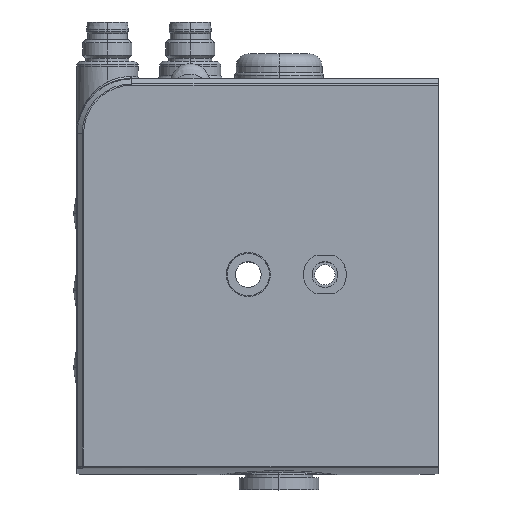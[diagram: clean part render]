
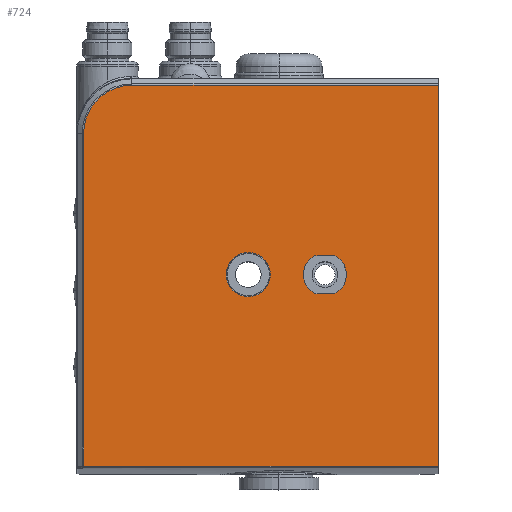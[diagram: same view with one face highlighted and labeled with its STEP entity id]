
A CAD part, top view. The second image highlights one B-rep face of the part: STEP entity #724.
In plain terms, the highlighted planar face has unit normal (0, 0, 1).
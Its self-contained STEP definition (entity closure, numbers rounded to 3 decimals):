
#724=ADVANCED_FACE('',(#1871,#1872,#1873),#1874,.F.);
#1871=FACE_BOUND('',#3601,.T.);
#1872=FACE_BOUND('',#3602,.T.);
#1873=FACE_OUTER_BOUND('',#3603,.T.);
#1874=PLANE('',#3604);
#3601=EDGE_LOOP('',(#9528,#9529));
#3602=EDGE_LOOP('',(#9530,#9531,#9532,#9533,#9534,#9535));
#3603=EDGE_LOOP('',(#9536,#9537,#9538,#9539,#9540));
#3604=AXIS2_PLACEMENT_3D('',#9541,#9542,#9543);
#9528=ORIENTED_EDGE('',*,*,#13086,.F.);
#9529=ORIENTED_EDGE('',*,*,#12620,.F.);
#9530=ORIENTED_EDGE('',*,*,#13087,.F.);
#9531=ORIENTED_EDGE('',*,*,#13088,.F.);
#9532=ORIENTED_EDGE('',*,*,#12607,.F.);
#9533=ORIENTED_EDGE('',*,*,#13089,.F.);
#9534=ORIENTED_EDGE('',*,*,#12625,.F.);
#9535=ORIENTED_EDGE('',*,*,#13090,.F.);
#9536=ORIENTED_EDGE('',*,*,#13011,.T.);
#9537=ORIENTED_EDGE('',*,*,#13091,.T.);
#9538=ORIENTED_EDGE('',*,*,#13092,.T.);
#9539=ORIENTED_EDGE('',*,*,#13093,.T.);
#9540=ORIENTED_EDGE('',*,*,#13094,.T.);
#9541=CARTESIAN_POINT('',(0.0,64.6,12.5));
#9542=DIRECTION('',(0.0,0.0,-1.0));
#9543=DIRECTION('',(-1.0,0.0,0.0));
#12607=EDGE_CURVE('',#14240,#14236,#14242,.T.);
#12620=EDGE_CURVE('',#14263,#14265,#14266,.T.);
#12625=EDGE_CURVE('',#14272,#14274,#14275,.T.);
#13011=EDGE_CURVE('',#14953,#14951,#14954,.T.);
#13086=EDGE_CURVE('',#14265,#14263,#15070,.T.);
#13087=EDGE_CURVE('',#15071,#15072,#15073,.T.);
#13088=EDGE_CURVE('',#14236,#15071,#15074,.T.);
#13089=EDGE_CURVE('',#14274,#14240,#15075,.T.);
#13090=EDGE_CURVE('',#15072,#14272,#15076,.T.);
#13091=EDGE_CURVE('',#14951,#15077,#15078,.T.);
#13092=EDGE_CURVE('',#15077,#15079,#15080,.T.);
#13093=EDGE_CURVE('',#15079,#15081,#15082,.T.);
#13094=EDGE_CURVE('',#15081,#14953,#15083,.T.);
#14236=VERTEX_POINT('',#16580);
#14240=VERTEX_POINT('',#16585);
#14242=CIRCLE('',#16588,3.5);
#14263=VERTEX_POINT('',#16636);
#14265=VERTEX_POINT('',#16639);
#14266=CIRCLE('',#16640,3.6);
#14272=VERTEX_POINT('',#16647);
#14274=VERTEX_POINT('',#16650);
#14275=CIRCLE('',#16651,3.5);
#14951=VERTEX_POINT('',#18317);
#14953=VERTEX_POINT('',#18319);
#14954=LINE('',#18320,#18321);
#15070=CIRCLE('',#18693,3.6);
#15071=VERTEX_POINT('',#18694);
#15072=VERTEX_POINT('',#18695);
#15073=LINE('',#18696,#18697);
#15074=CIRCLE('',#18698,3.5);
#15075=LINE('',#18699,#18700);
#15076=CIRCLE('',#18701,3.5);
#15077=VERTEX_POINT('',#18702);
#15078=LINE('',#18703,#18704);
#15079=VERTEX_POINT('',#18705);
#15080=CIRCLE('',#18706,7.876);
#15081=VERTEX_POINT('',#18707);
#15082=LINE('',#18708,#18709);
#15083=LINE('',#18710,#18711);
#16580=CARTESIAN_POINT('',(36.97,32.6,12.5));
#16585=CARTESIAN_POINT('',(38.845,35.7,12.5));
#16588=AXIS2_PLACEMENT_3D('',#22096,#22097,#22098);
#16636=CARTESIAN_POINT('',(24.37,32.6,12.5));
#16639=CARTESIAN_POINT('',(31.57,32.6,12.5));
#16640=AXIS2_PLACEMENT_3D('',#22115,#22116,#22117);
#16647=CARTESIAN_POINT('',(43.97,32.6,12.5));
#16650=CARTESIAN_POINT('',(42.095,35.7,12.5));
#16651=AXIS2_PLACEMENT_3D('',#22123,#22124,#22125);
#18317=CARTESIAN_POINT('',(58.97,63.476,12.5));
#18319=CARTESIAN_POINT('',(58.97,1.376,12.5));
#18320=CARTESIAN_POINT('',(58.97,0.0,12.5));
#18321=VECTOR('',#22630,1000.0);
#18693=AXIS2_PLACEMENT_3D('',#22737,#22738,#22739);
#18694=CARTESIAN_POINT('',(38.845,29.5,12.5));
#18695=CARTESIAN_POINT('',(42.095,29.5,12.5));
#18696=CARTESIAN_POINT('',(38.845,29.5,12.5));
#18697=VECTOR('',#22740,1000.0);
#18698=AXIS2_PLACEMENT_3D('',#22741,#22742,#22743);
#18699=CARTESIAN_POINT('',(38.845,35.7,12.5));
#18700=VECTOR('',#22744,1000.0);
#18701=AXIS2_PLACEMENT_3D('',#22745,#22746,#22747);
#18702=CARTESIAN_POINT('',(9.0,63.476,12.5));
#18703=CARTESIAN_POINT('',(9.0,63.476,12.5));
#18704=VECTOR('',#22748,1000.0);
#18705=CARTESIAN_POINT('',(1.124,55.6,12.5));
#18706=AXIS2_PLACEMENT_3D('',#22749,#22750,#22751);
#18707=CARTESIAN_POINT('',(1.124,1.376,12.5));
#18708=CARTESIAN_POINT('',(1.124,1.125,12.5));
#18709=VECTOR('',#22752,1000.0);
#18710=CARTESIAN_POINT('',(58.97,1.376,12.5));
#18711=VECTOR('',#22753,1000.0);
#22096=CARTESIAN_POINT('',(40.47,32.6,12.5));
#22097=DIRECTION('',(0.0,0.0,1.0));
#22098=DIRECTION('',(1.0,0.0,0.0));
#22115=CARTESIAN_POINT('',(27.97,32.6,12.5));
#22116=DIRECTION('',(0.0,0.0,1.0));
#22117=DIRECTION('',(1.0,0.0,0.0));
#22123=CARTESIAN_POINT('',(40.47,32.6,12.5));
#22124=DIRECTION('',(0.0,0.0,1.0));
#22125=DIRECTION('',(1.0,0.0,0.0));
#22630=DIRECTION('',(0.0,1.0,0.0));
#22737=CARTESIAN_POINT('',(27.97,32.6,12.5));
#22738=DIRECTION('',(0.0,0.0,1.0));
#22739=DIRECTION('',(1.0,0.0,0.0));
#22740=DIRECTION('',(1.0,0.0,0.0));
#22741=CARTESIAN_POINT('',(40.47,32.6,12.5));
#22742=DIRECTION('',(0.0,0.0,1.0));
#22743=DIRECTION('',(1.0,0.0,0.0));
#22744=DIRECTION('',(-1.0,-0.0,-0.0));
#22745=CARTESIAN_POINT('',(40.47,32.6,12.5));
#22746=DIRECTION('',(0.0,0.0,1.0));
#22747=DIRECTION('',(1.0,0.0,0.0));
#22748=DIRECTION('',(-1.0,-0.0,-0.0));
#22749=CARTESIAN_POINT('',(9.0,55.6,12.5));
#22750=DIRECTION('',(0.0,0.0,1.0));
#22751=DIRECTION('',(-1.0,0.0,0.0));
#22752=DIRECTION('',(-0.0,-1.0,-0.0));
#22753=DIRECTION('',(1.0,0.0,0.0));
